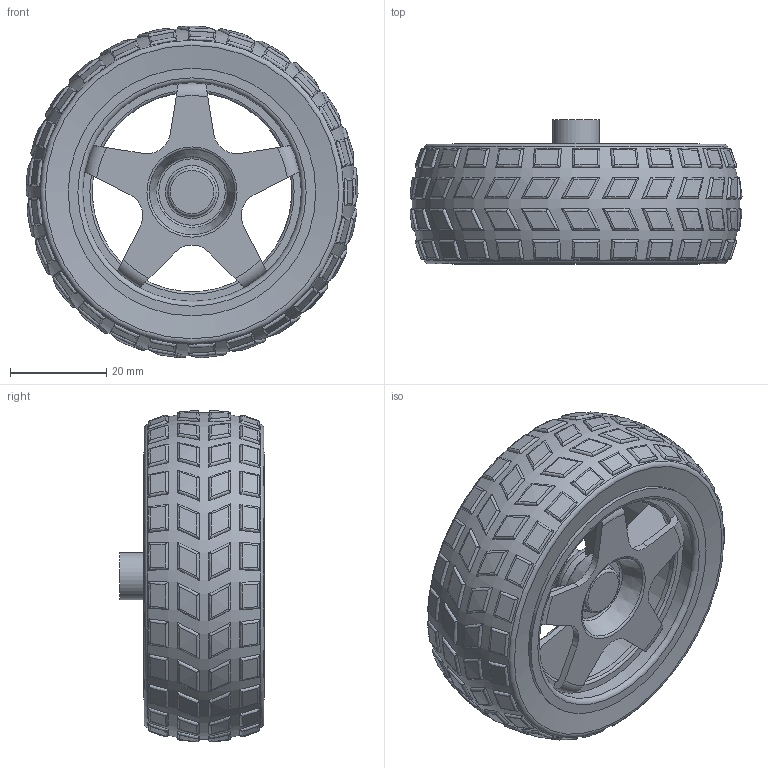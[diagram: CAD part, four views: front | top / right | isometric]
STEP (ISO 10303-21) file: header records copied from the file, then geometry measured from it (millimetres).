
FILE_DESCRIPTION(/* description */ ('STEP AP242','CAx-IF Rec.Pracs.---Representation and Presentation of Product Manufacturing Information (PMI)---4.0---2014-10-13','CAx-IF Rec.Pracs.---3D Tessellated Geometry---0.4---2014-09-14','2;1'),/* implementation_level */ '2;1');
FILE_NAME(/* name */ '66275973d187d63e24f9652a',/* time_stamp */ '2024-04-23T06:47:17Z',/* author */ (''),/* organization */ (''),/* preprocessor_version */ 'ST-DEVELOPER v20',/* originating_system */ ' ',/* authorisation */ ' ');
FILE_SCHEMA (('AP242_MANAGED_MODEL_BASED_3D_ENGINEERING_MIM_LF { 1 0 10303 442 1 1 4 }'));
Length unit declared in the file: metre
Products named in the file (2): Part 1; Part 2
Bounding box: 68.92 x 30 x 68.84 mm (x, y, z)
Volume: 21435.6 mm3; surface area: 30747 mm2
Topology: 2 solids, 2 shells, 657 faces, 1638 edges, 1085 vertices
Faces by surface type: bspline 400, torus 141, plane 72, cylinder 31, cone 13
Full cylindrical faces by diameter (mm): 5.5 x1, 9.8 x1, 10 x1, 15 x1, 45.4 x2, 48.2 x4, 48.8 x2, 51.4 x7, 53.8 x2
Entity records: 28917 total; most frequent: CARTESIAN_POINT 17397, ORIENTED_EDGE 3162, EDGE_CURVE 1581, B_SPLINE_CURVE_WITH_KNOTS 1280, VERTEX_POINT 1072, DIRECTION 972, EDGE_LOOP 813, FACE_BOUND 813
